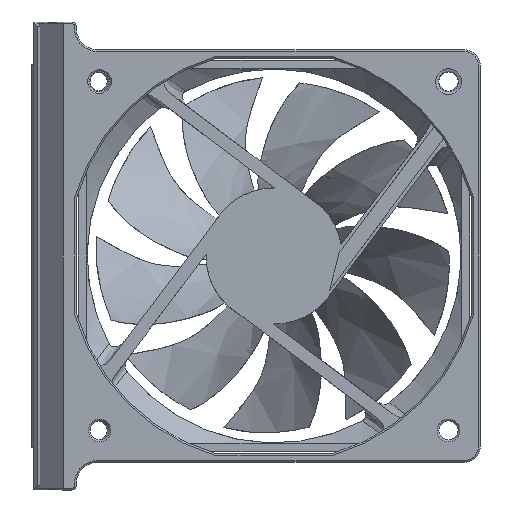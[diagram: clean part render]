
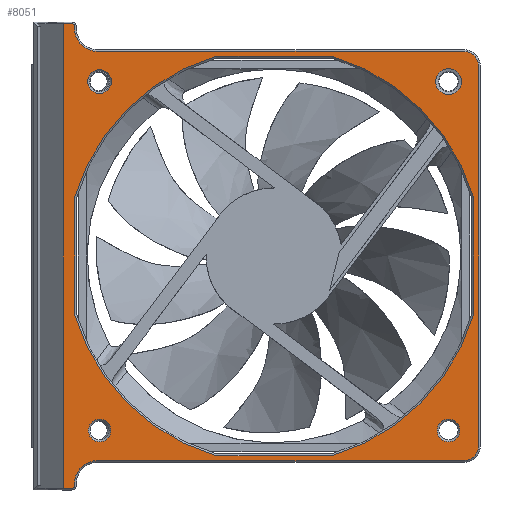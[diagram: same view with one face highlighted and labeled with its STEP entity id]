
A CAD part, front view. The second image highlights one B-rep face of the part: STEP entity #8051.
In plain terms, the highlighted face is planar.
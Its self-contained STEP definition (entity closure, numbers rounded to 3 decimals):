
#594=CIRCLE('',#8799,0.6);
#595=CIRCLE('',#8800,5.4);
#596=CIRCLE('',#8801,3.6);
#597=CIRCLE('',#8802,3.6);
#598=CIRCLE('',#8803,5.4);
#599=CIRCLE('',#8804,0.6);
#600=CIRCLE('',#8805,48.85);
#601=CIRCLE('',#8806,48.85);
#602=CIRCLE('',#8807,48.85);
#603=CIRCLE('',#8808,48.85);
#604=CIRCLE('',#8809,2.8);
#605=CIRCLE('',#8810,2.65);
#606=CIRCLE('',#8811,3.05);
#607=CIRCLE('',#8812,2.65);
#2262=ORIENTED_EDGE('',*,*,#3910,.T.);
#2263=ORIENTED_EDGE('',*,*,#3911,.T.);
#2264=ORIENTED_EDGE('',*,*,#3912,.T.);
#2265=ORIENTED_EDGE('',*,*,#3913,.T.);
#2266=ORIENTED_EDGE('',*,*,#3914,.T.);
#2267=ORIENTED_EDGE('',*,*,#3915,.T.);
#2268=ORIENTED_EDGE('',*,*,#3916,.T.);
#2269=ORIENTED_EDGE('',*,*,#3917,.T.);
#2270=ORIENTED_EDGE('',*,*,#3918,.T.);
#2271=ORIENTED_EDGE('',*,*,#3919,.T.);
#2272=ORIENTED_EDGE('',*,*,#3920,.T.);
#2273=ORIENTED_EDGE('',*,*,#3921,.T.);
#2274=ORIENTED_EDGE('',*,*,#3922,.T.);
#2275=ORIENTED_EDGE('',*,*,#3923,.T.);
#2276=ORIENTED_EDGE('',*,*,#3924,.T.);
#2277=ORIENTED_EDGE('',*,*,#3925,.T.);
#2278=ORIENTED_EDGE('',*,*,#3926,.T.);
#2279=ORIENTED_EDGE('',*,*,#3927,.T.);
#2280=ORIENTED_EDGE('',*,*,#3928,.T.);
#2281=ORIENTED_EDGE('',*,*,#3929,.T.);
#2282=ORIENTED_EDGE('',*,*,#3930,.T.);
#2283=ORIENTED_EDGE('',*,*,#3931,.T.);
#2284=ORIENTED_EDGE('',*,*,#3932,.T.);
#2285=ORIENTED_EDGE('',*,*,#3933,.T.);
#2286=ORIENTED_EDGE('',*,*,#3934,.T.);
#2287=ORIENTED_EDGE('',*,*,#3935,.T.);
#3910=EDGE_CURVE('',#4844,#4845,#5453,.T.);
#3911=EDGE_CURVE('',#4845,#4846,#5454,.T.);
#3912=EDGE_CURVE('',#4846,#4847,#5455,.T.);
#3913=EDGE_CURVE('',#4847,#4848,#594,.T.);
#3914=EDGE_CURVE('',#4848,#4849,#5456,.T.);
#3915=EDGE_CURVE('',#4849,#4850,#595,.F.);
#3916=EDGE_CURVE('',#4850,#4851,#5457,.T.);
#3917=EDGE_CURVE('',#4851,#4852,#596,.T.);
#3918=EDGE_CURVE('',#4852,#4853,#5458,.T.);
#3919=EDGE_CURVE('',#4853,#4854,#597,.T.);
#3920=EDGE_CURVE('',#4854,#4855,#5459,.T.);
#3921=EDGE_CURVE('',#4855,#4856,#598,.F.);
#3922=EDGE_CURVE('',#4856,#4857,#5460,.T.);
#3923=EDGE_CURVE('',#4857,#4844,#599,.T.);
#3924=EDGE_CURVE('',#4858,#4859,#600,.F.);
#3925=EDGE_CURVE('',#4859,#4860,#5461,.T.);
#3926=EDGE_CURVE('',#4860,#4861,#601,.F.);
#3927=EDGE_CURVE('',#4861,#4862,#5462,.T.);
#3928=EDGE_CURVE('',#4862,#4863,#602,.F.);
#3929=EDGE_CURVE('',#4863,#4864,#5463,.T.);
#3930=EDGE_CURVE('',#4864,#4865,#603,.F.);
#3931=EDGE_CURVE('',#4865,#4858,#5464,.T.);
#3932=EDGE_CURVE('',#4866,#4866,#604,.F.);
#3933=EDGE_CURVE('',#4867,#4867,#605,.F.);
#3934=EDGE_CURVE('',#4868,#4868,#606,.F.);
#3935=EDGE_CURVE('',#4869,#4869,#607,.F.);
#4844=VERTEX_POINT('',#14395);
#4845=VERTEX_POINT('',#14396);
#4846=VERTEX_POINT('',#14398);
#4847=VERTEX_POINT('',#14400);
#4848=VERTEX_POINT('',#14402);
#4849=VERTEX_POINT('',#14404);
#4850=VERTEX_POINT('',#14406);
#4851=VERTEX_POINT('',#14408);
#4852=VERTEX_POINT('',#14410);
#4853=VERTEX_POINT('',#14412);
#4854=VERTEX_POINT('',#14414);
#4855=VERTEX_POINT('',#14416);
#4856=VERTEX_POINT('',#14418);
#4857=VERTEX_POINT('',#14420);
#4858=VERTEX_POINT('',#14423);
#4859=VERTEX_POINT('',#14424);
#4860=VERTEX_POINT('',#14426);
#4861=VERTEX_POINT('',#14428);
#4862=VERTEX_POINT('',#14430);
#4863=VERTEX_POINT('',#14432);
#4864=VERTEX_POINT('',#14434);
#4865=VERTEX_POINT('',#14436);
#4866=VERTEX_POINT('',#14439);
#4867=VERTEX_POINT('',#14441);
#4868=VERTEX_POINT('',#14443);
#4869=VERTEX_POINT('',#14445);
#5453=LINE('',#14394,#6080);
#5454=LINE('',#14397,#6081);
#5455=LINE('',#14399,#6082);
#5456=LINE('',#14403,#6083);
#5457=LINE('',#14407,#6084);
#5458=LINE('',#14411,#6085);
#5459=LINE('',#14415,#6086);
#5460=LINE('',#14419,#6087);
#5461=LINE('',#14425,#6088);
#5462=LINE('',#14429,#6089);
#5463=LINE('',#14433,#6090);
#5464=LINE('',#14437,#6091);
#6080=VECTOR('',#10359,1000.);
#6081=VECTOR('',#10360,1000.);
#6082=VECTOR('',#10361,1000.);
#6083=VECTOR('',#10364,1000.);
#6084=VECTOR('',#10367,1000.);
#6085=VECTOR('',#10370,1000.);
#6086=VECTOR('',#10373,1000.);
#6087=VECTOR('',#10376,1000.);
#6088=VECTOR('',#10381,1000.);
#6089=VECTOR('',#10384,1000.);
#6090=VECTOR('',#10387,1000.);
#6091=VECTOR('',#10390,1000.);
#6697=EDGE_LOOP('',(#2262,#2263,#2264,#2265,#2266,#2267,#2268,#2269,#2270,
#2271,#2272,#2273,#2274,#2275));
#6698=EDGE_LOOP('',(#2276,#2277,#2278,#2279,#2280,#2281,#2282,#2283));
#6699=EDGE_LOOP('',(#2284));
#6700=EDGE_LOOP('',(#2285));
#6701=EDGE_LOOP('',(#2286));
#6702=EDGE_LOOP('',(#2287));
#7294=FACE_BOUND('',#6697,.T.);
#7295=FACE_BOUND('',#6698,.T.);
#7296=FACE_BOUND('',#6699,.T.);
#7297=FACE_BOUND('',#6700,.T.);
#7298=FACE_BOUND('',#6701,.T.);
#7299=FACE_BOUND('',#6702,.T.);
#7660=PLANE('',#8798);
#8051=ADVANCED_FACE('',(#7294,#7295,#7296,#7297,#7298,#7299),#7660,.T.);
#8798=AXIS2_PLACEMENT_3D('',#14393,#10357,#10358);
#8799=AXIS2_PLACEMENT_3D('',#14401,#10362,#10363);
#8800=AXIS2_PLACEMENT_3D('',#14405,#10365,#10366);
#8801=AXIS2_PLACEMENT_3D('',#14409,#10368,#10369);
#8802=AXIS2_PLACEMENT_3D('',#14413,#10371,#10372);
#8803=AXIS2_PLACEMENT_3D('',#14417,#10374,#10375);
#8804=AXIS2_PLACEMENT_3D('',#14421,#10377,#10378);
#8805=AXIS2_PLACEMENT_3D('',#14422,#10379,#10380);
#8806=AXIS2_PLACEMENT_3D('',#14427,#10382,#10383);
#8807=AXIS2_PLACEMENT_3D('',#14431,#10385,#10386);
#8808=AXIS2_PLACEMENT_3D('',#14435,#10388,#10389);
#8809=AXIS2_PLACEMENT_3D('',#14438,#10391,#10392);
#8810=AXIS2_PLACEMENT_3D('',#14440,#10393,#10394);
#8811=AXIS2_PLACEMENT_3D('',#14442,#10395,#10396);
#8812=AXIS2_PLACEMENT_3D('',#14444,#10397,#10398);
#10357=DIRECTION('',(0.,0.,-1.));
#10358=DIRECTION('',(-1.,0.,0.));
#10359=DIRECTION('',(-1.,0.,0.));
#10360=DIRECTION('',(0.,1.,0.));
#10361=DIRECTION('',(1.,0.,0.));
#10362=DIRECTION('',(0.,0.,-1.));
#10363=DIRECTION('',(-1.,0.,0.));
#10364=DIRECTION('',(0.,-1.,0.));
#10365=DIRECTION('',(0.,0.,-1.));
#10366=DIRECTION('',(-1.,0.,0.));
#10367=DIRECTION('',(1.,0.,0.));
#10368=DIRECTION('',(0.,0.,-1.));
#10369=DIRECTION('',(-1.,0.,0.));
#10370=DIRECTION('',(0.,-1.,0.));
#10371=DIRECTION('',(0.,0.,-1.));
#10372=DIRECTION('',(-1.,0.,0.));
#10373=DIRECTION('',(-1.,0.,0.));
#10374=DIRECTION('',(0.,0.,-1.));
#10375=DIRECTION('',(-1.,0.,0.));
#10376=DIRECTION('',(0.,-1.,0.));
#10377=DIRECTION('',(0.,0.,-1.));
#10378=DIRECTION('',(-1.,0.,0.));
#10379=DIRECTION('',(0.,0.,-1.));
#10380=DIRECTION('',(-1.,0.,0.));
#10381=DIRECTION('',(-1.,0.,0.));
#10382=DIRECTION('',(0.,0.,-1.));
#10383=DIRECTION('',(-1.,0.,0.));
#10384=DIRECTION('',(0.,-1.,0.));
#10385=DIRECTION('',(0.,0.,-1.));
#10386=DIRECTION('',(-1.,0.,0.));
#10387=DIRECTION('',(1.,0.,0.));
#10388=DIRECTION('',(0.,0.,-1.));
#10389=DIRECTION('',(-1.,0.,0.));
#10390=DIRECTION('',(0.,1.,0.));
#10391=DIRECTION('',(0.,0.,-1.));
#10392=DIRECTION('',(-1.,0.,0.));
#10393=DIRECTION('',(0.,0.,-1.));
#10394=DIRECTION('',(-1.,0.,0.));
#10395=DIRECTION('',(0.,0.,-1.));
#10396=DIRECTION('',(-1.,0.,0.));
#10397=DIRECTION('',(0.,0.,-1.));
#10398=DIRECTION('',(-1.,0.,0.));
#14393=CARTESIAN_POINT('',(38.35,26.021,0.));
#14394=CARTESIAN_POINT('',(38.35,0.2,0.));
#14395=CARTESIAN_POINT('',(8.6,0.2,0.));
#14396=CARTESIAN_POINT('',(6.6,0.2,0.));
#14397=CARTESIAN_POINT('',(6.6,109.4,0.));
#14398=CARTESIAN_POINT('',(6.6,109.4,0.));
#14399=CARTESIAN_POINT('',(38.35,109.4,0.));
#14400=CARTESIAN_POINT('',(8.6,109.4,0.));
#14401=CARTESIAN_POINT('',(8.6,108.8,0.));
#14402=CARTESIAN_POINT('',(9.2,108.8,0.));
#14403=CARTESIAN_POINT('',(9.2,26.021,0.));
#14404=CARTESIAN_POINT('',(9.2,108.3,0.));
#14405=CARTESIAN_POINT('',(14.6,108.3,0.));
#14406=CARTESIAN_POINT('',(14.6,102.9,0.));
#14407=CARTESIAN_POINT('',(38.35,102.9,0.));
#14408=CARTESIAN_POINT('',(100.6,102.9,0.));
#14409=CARTESIAN_POINT('',(100.6,99.3,0.));
#14410=CARTESIAN_POINT('',(104.2,99.3,0.));
#14411=CARTESIAN_POINT('',(104.2,26.021,0.));
#14412=CARTESIAN_POINT('',(104.2,10.3,0.));
#14413=CARTESIAN_POINT('',(100.6,10.3,0.));
#14414=CARTESIAN_POINT('',(100.6,6.7,0.));
#14415=CARTESIAN_POINT('',(38.35,6.7,0.));
#14416=CARTESIAN_POINT('',(14.6,6.7,0.));
#14417=CARTESIAN_POINT('',(14.6,1.3,0.));
#14418=CARTESIAN_POINT('',(9.2,1.3,0.));
#14419=CARTESIAN_POINT('',(9.2,26.021,0.));
#14420=CARTESIAN_POINT('',(9.2,0.8,0.));
#14421=CARTESIAN_POINT('',(8.6,0.8,0.));
#14422=CARTESIAN_POINT('',(56.1,54.8,0.));
#14423=CARTESIAN_POINT('',(103.,68.464,0.));
#14424=CARTESIAN_POINT('',(69.764,101.7,0.));
#14425=CARTESIAN_POINT('',(38.35,101.7,0.));
#14426=CARTESIAN_POINT('',(42.436,101.7,0.));
#14427=CARTESIAN_POINT('',(56.1,54.8,0.));
#14428=CARTESIAN_POINT('',(9.2,68.464,0.));
#14429=CARTESIAN_POINT('',(9.2,26.021,0.));
#14430=CARTESIAN_POINT('',(9.2,41.136,0.));
#14431=CARTESIAN_POINT('',(56.1,54.8,0.));
#14432=CARTESIAN_POINT('',(42.436,7.9,0.));
#14433=CARTESIAN_POINT('',(38.35,7.9,0.));
#14434=CARTESIAN_POINT('',(69.764,7.9,0.));
#14435=CARTESIAN_POINT('',(56.1,54.8,0.));
#14436=CARTESIAN_POINT('',(103.,41.136,0.));
#14437=CARTESIAN_POINT('',(103.,26.021,0.));
#14438=CARTESIAN_POINT('',(15.1,13.8,0.));
#14439=CARTESIAN_POINT('',(12.3,13.8,0.));
#14440=CARTESIAN_POINT('',(97.1,95.8,0.));
#14441=CARTESIAN_POINT('',(94.45,95.8,0.));
#14442=CARTESIAN_POINT('',(97.1,13.8,0.));
#14443=CARTESIAN_POINT('',(94.05,13.8,0.));
#14444=CARTESIAN_POINT('',(15.1,95.8,0.));
#14445=CARTESIAN_POINT('',(12.45,95.8,0.));
